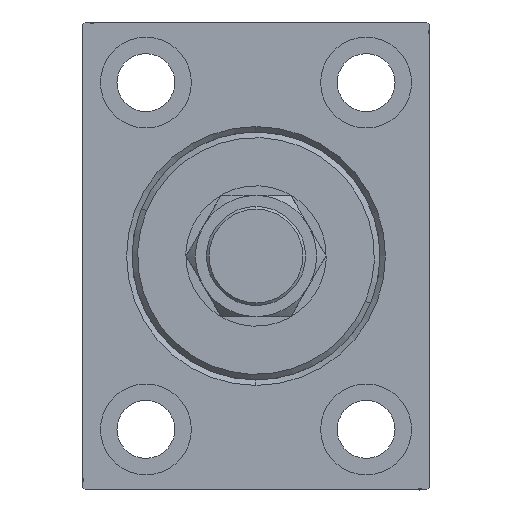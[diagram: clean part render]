
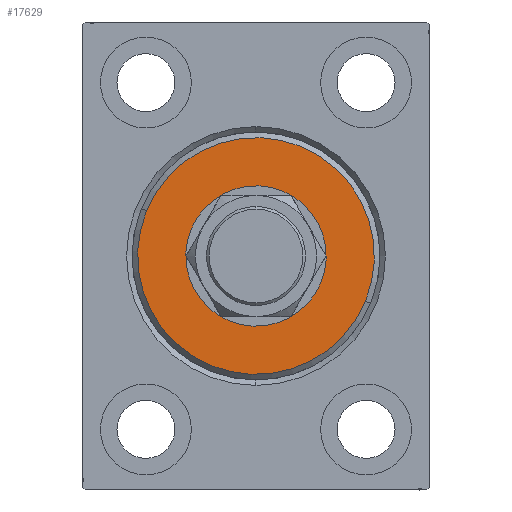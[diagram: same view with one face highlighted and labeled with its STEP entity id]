
A CAD part, left-side view. The second image highlights one B-rep face of the part: STEP entity #17629.
In plain terms, the highlighted face is planar.
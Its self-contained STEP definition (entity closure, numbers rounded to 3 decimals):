
#5750 = CIRCLE ( 'NONE', #13795, 21.5 ) ;
#6047 = DIRECTION ( 'NONE',  ( -1., 0., 0. ) ) ;
#6315 = CARTESIAN_POINT ( 'NONE',  ( 3., 0., 0. ) ) ;
#6865 = DIRECTION ( 'NONE',  ( -1., 0., 0. ) ) ;
#10764 = DIRECTION ( 'NONE',  ( 0., 0., -1. ) ) ;
#10865 = CARTESIAN_POINT ( 'NONE',  ( 3., 0., 0. ) ) ;
#13127 = DIRECTION ( 'NONE',  ( 1., 0., 0. ) ) ;
#13795 = AXIS2_PLACEMENT_3D ( 'NONE', #10865, #34717, #31477 ) ;
#16020 = CIRCLE ( 'NONE', #41680, 21.5 ) ;
#16569 = ORIENTED_EDGE ( 'NONE', *, *, #37383, .T. ) ;
#16811 = ORIENTED_EDGE ( 'NONE', *, *, #32921, .T. ) ;
#16927 = VERTEX_POINT ( 'NONE', #19288 ) ;
#17571 = CIRCLE ( 'NONE', #24170, 12.75 ) ;
#17629 = ADVANCED_FACE ( 'NONE', ( #30613, #23942 ), #27390, .T. ) ;
#19288 = CARTESIAN_POINT ( 'NONE',  ( 3., 0., 21.5 ) ) ;
#22359 = VERTEX_POINT ( 'NONE', #42729 ) ;
#23351 = EDGE_LOOP ( 'NONE', ( #29605, #16569 ) ) ;
#23424 = DIRECTION ( 'NONE',  ( 0., 0., -1. ) ) ;
#23924 = AXIS2_PLACEMENT_3D ( 'NONE', #6315, #33607, #44875 ) ;
#23942 = FACE_BOUND ( 'NONE', #23351, .T. ) ;
#24170 = AXIS2_PLACEMENT_3D ( 'NONE', #33776, #6047, #37703 ) ;
#27390 = PLANE ( 'NONE',  #23924 ) ;
#29605 = ORIENTED_EDGE ( 'NONE', *, *, #35216, .T. ) ;
#30207 = VERTEX_POINT ( 'NONE', #31857 ) ;
#30593 = EDGE_LOOP ( 'NONE', ( #34495, #16811 ) ) ;
#30613 = FACE_OUTER_BOUND ( 'NONE', #30593, .T. ) ;
#31477 = DIRECTION ( 'NONE',  ( 0., 0., -1. ) ) ;
#31823 = CARTESIAN_POINT ( 'NONE',  ( 3., 0., 12.75 ) ) ;
#31857 = CARTESIAN_POINT ( 'NONE',  ( 3., 0., -21.5 ) ) ;
#32921 = EDGE_CURVE ( 'NONE', #30207, #16927, #5750, .T. ) ;
#33037 = EDGE_CURVE ( 'NONE', #16927, #30207, #16020, .T. ) ;
#33607 = DIRECTION ( 'NONE',  ( 1., 0., 0. ) ) ;
#33749 = CARTESIAN_POINT ( 'NONE',  ( 3., 0., 0. ) ) ;
#33776 = CARTESIAN_POINT ( 'NONE',  ( 3., 0., 0. ) ) ;
#34495 = ORIENTED_EDGE ( 'NONE', *, *, #33037, .T. ) ;
#34717 = DIRECTION ( 'NONE',  ( 1., 0., 0. ) ) ;
#35091 = AXIS2_PLACEMENT_3D ( 'NONE', #42196, #6865, #10764 ) ;
#35216 = EDGE_CURVE ( 'NONE', #35230, #22359, #37317, .T. ) ;
#35230 = VERTEX_POINT ( 'NONE', #31823 ) ;
#37317 = CIRCLE ( 'NONE', #35091, 12.75 ) ;
#37383 = EDGE_CURVE ( 'NONE', #22359, #35230, #17571, .T. ) ;
#37703 = DIRECTION ( 'NONE',  ( 0., 0., -1. ) ) ;
#41680 = AXIS2_PLACEMENT_3D ( 'NONE', #33749, #13127, #23424 ) ;
#42196 = CARTESIAN_POINT ( 'NONE',  ( 3., 0., 0. ) ) ;
#42729 = CARTESIAN_POINT ( 'NONE',  ( 3., 0., -12.75 ) ) ;
#44875 = DIRECTION ( 'NONE',  ( 0., 0., -1. ) ) ;
